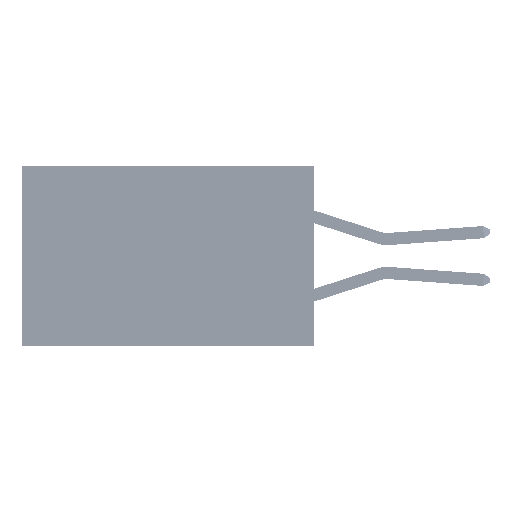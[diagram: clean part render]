
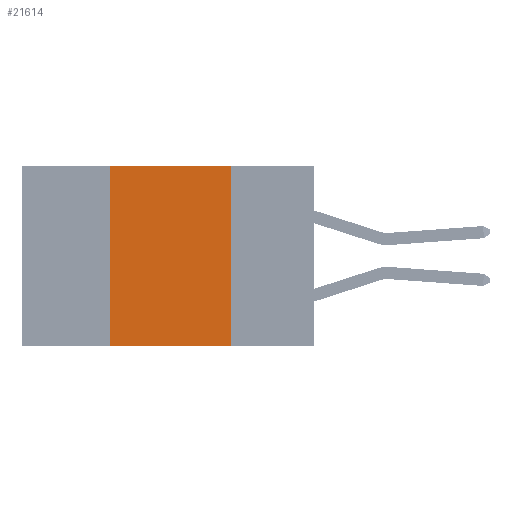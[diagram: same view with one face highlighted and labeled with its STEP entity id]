
A CAD part, left-side view. The second image highlights one B-rep face of the part: STEP entity #21614.
In plain terms, the highlighted planar face has unit normal (-1, 0, 0).
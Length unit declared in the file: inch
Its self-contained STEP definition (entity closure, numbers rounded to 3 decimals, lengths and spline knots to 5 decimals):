
#179 = CARTESIAN_POINT ( 'NONE',  ( 0., 0.42, 0. ) ) ;
#890 = LINE ( 'NONE', #18839, #45558 ) ;
#2784 = EDGE_CURVE ( 'NONE', #3495, #18771, #17899, .T. ) ;
#3309 = CARTESIAN_POINT ( 'NONE',  ( 0., 0.6, -0.37 ) ) ;
#3495 = VERTEX_POINT ( 'NONE', #16176 ) ;
#5501 = CARTESIAN_POINT ( 'NONE',  ( 0., 0.42, 0. ) ) ;
#7184 = VECTOR ( 'NONE', #32286, 39.37008 ) ;
#9764 = DIRECTION ( 'NONE',  ( 0., -1., 0. ) ) ;
#9898 = EDGE_CURVE ( 'NONE', #14429, #15030, #890, .T. ) ;
#11173 = DIRECTION ( 'NONE',  ( 0., 0., -1. ) ) ;
#14429 = VERTEX_POINT ( 'NONE', #18172 ) ;
#15030 = VERTEX_POINT ( 'NONE', #26600 ) ;
#15310 = ORIENTED_EDGE ( 'NONE', *, *, #2784, .F. ) ;
#16176 = CARTESIAN_POINT ( 'NONE',  ( 0., 0.42, -0.37 ) ) ;
#17899 = LINE ( 'NONE', #179, #7184 ) ;
#18172 = CARTESIAN_POINT ( 'NONE',  ( 0., 0.17, 0. ) ) ;
#18771 = VERTEX_POINT ( 'NONE', #5501 ) ;
#18839 = CARTESIAN_POINT ( 'NONE',  ( 0., 0.17, 0. ) ) ;
#19077 = DIRECTION ( 'NONE',  ( 0., 0., -1. ) ) ;
#19252 = EDGE_LOOP ( 'NONE', ( #23018, #31779, #15310, #31342 ) ) ;
#21541 = FACE_OUTER_BOUND ( 'NONE', #19252, .T. ) ;
#21614 = ADVANCED_FACE ( 'NONE', ( #21541 ), #43735, .F. ) ;
#23018 = ORIENTED_EDGE ( 'NONE', *, *, #9898, .F. ) ;
#25661 = EDGE_CURVE ( 'NONE', #18771, #14429, #31012, .T. ) ;
#26488 = VECTOR ( 'NONE', #46285, 39.37008 ) ;
#26600 = CARTESIAN_POINT ( 'NONE',  ( 0., 0.17, -0.37 ) ) ;
#28194 = VECTOR ( 'NONE', #9764, 39.37008 ) ;
#28861 = DIRECTION ( 'NONE',  ( 1., 0., 0. ) ) ;
#31012 = LINE ( 'NONE', #42111, #28194 ) ;
#31342 = ORIENTED_EDGE ( 'NONE', *, *, #37996, .T. ) ;
#31655 = LINE ( 'NONE', #3309, #26488 ) ;
#31779 = ORIENTED_EDGE ( 'NONE', *, *, #25661, .F. ) ;
#32286 = DIRECTION ( 'NONE',  ( 0., 0., 1. ) ) ;
#35928 = CARTESIAN_POINT ( 'NONE',  ( 0., 0.6, 0. ) ) ;
#37142 = AXIS2_PLACEMENT_3D ( 'NONE', #35928, #28861, #11173 ) ;
#37996 = EDGE_CURVE ( 'NONE', #3495, #15030, #31655, .T. ) ;
#42111 = CARTESIAN_POINT ( 'NONE',  ( 0., 0.6, 0. ) ) ;
#43735 = PLANE ( 'NONE',  #37142 ) ;
#45558 = VECTOR ( 'NONE', #19077, 39.37008 ) ;
#46285 = DIRECTION ( 'NONE',  ( 0., -1., 0. ) ) ;
